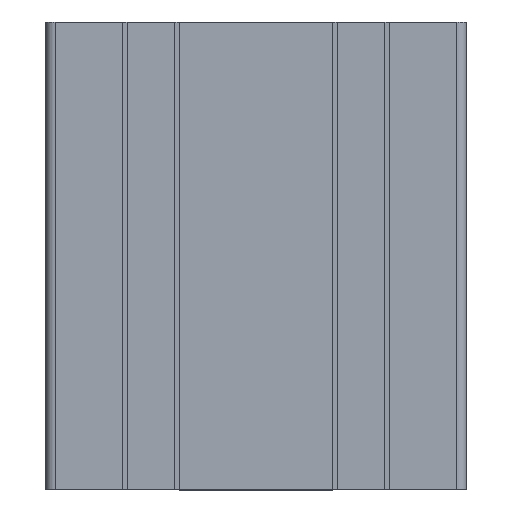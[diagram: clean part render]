
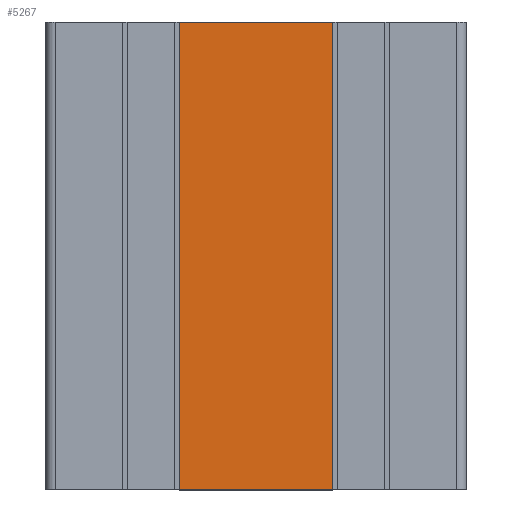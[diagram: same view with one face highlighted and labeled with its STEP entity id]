
A CAD part, top view. The second image highlights one B-rep face of the part: STEP entity #5267.
In plain terms, the highlighted planar face has unit normal (0, 0, 1).
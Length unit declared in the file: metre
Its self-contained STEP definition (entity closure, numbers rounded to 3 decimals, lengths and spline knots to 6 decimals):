
#543=FACE_OUTER_BOUND('',#805,.T.);
#805=EDGE_LOOP('',(#4175,#4176,#4177,#4178));
#1339=LINE('',#8573,#1919);
#1340=LINE('',#8576,#1920);
#1341=LINE('',#8578,#1921);
#1342=LINE('',#8579,#1922);
#1919=VECTOR('',#7022,0.1);
#1920=VECTOR('',#7025,0.0328);
#1921=VECTOR('',#7026,0.0328);
#1922=VECTOR('',#7027,0.1);
#2455=VERTEX_POINT('',#8569);
#2456=VERTEX_POINT('',#8571);
#2457=VERTEX_POINT('',#8575);
#2458=VERTEX_POINT('',#8577);
#3185=EDGE_CURVE('',#2456,#2455,#1339,.T.);
#3186=EDGE_CURVE('',#2457,#2455,#1340,.T.);
#3187=EDGE_CURVE('',#2458,#2456,#1341,.T.);
#3188=EDGE_CURVE('',#2458,#2457,#1342,.T.);
#4175=ORIENTED_EDGE('',*,*,#3186,.T.);
#4176=ORIENTED_EDGE('',*,*,#3185,.F.);
#4177=ORIENTED_EDGE('',*,*,#3187,.F.);
#4178=ORIENTED_EDGE('',*,*,#3188,.T.);
#5022=PLANE('',#5718);
#5267=ADVANCED_FACE('',(#543),#5022,.F.);
#5718=AXIS2_PLACEMENT_3D('',#8574,#7023,#7024);
#7022=DIRECTION('',(0.,-1.,0.));
#7023=DIRECTION('center_axis',(0.,0.,-1.));
#7024=DIRECTION('ref_axis',(-1.,0.,0.));
#7025=DIRECTION('',(1.,0.,0.));
#7026=DIRECTION('',(1.,0.,0.));
#7027=DIRECTION('',(0.,-1.,0.));
#8569=CARTESIAN_POINT('',(0.06309,-0.1,1.05625));
#8571=CARTESIAN_POINT('',(0.06309,0.,1.05625));
#8573=CARTESIAN_POINT('',(0.06309,0.,1.05625));
#8574=CARTESIAN_POINT('Origin',(0.06309,0.,1.05625));
#8575=CARTESIAN_POINT('',(0.03029,-0.1,1.05625));
#8576=CARTESIAN_POINT('',(0.03029,-0.1,1.05625));
#8577=CARTESIAN_POINT('',(0.03029,0.,1.05625));
#8578=CARTESIAN_POINT('',(0.03029,0.,1.05625));
#8579=CARTESIAN_POINT('',(0.03029,0.,1.05625));
